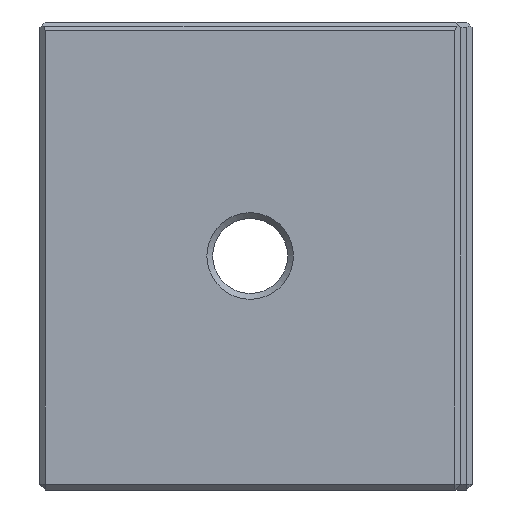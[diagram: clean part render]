
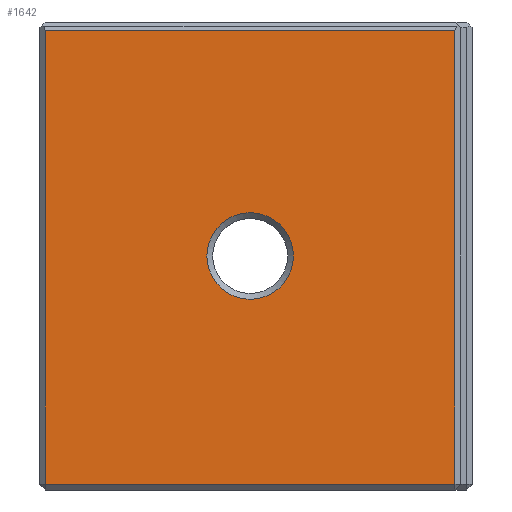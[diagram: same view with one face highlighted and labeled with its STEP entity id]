
A CAD part, left-side view. The second image highlights one B-rep face of the part: STEP entity #1642.
In plain terms, the highlighted planar face has unit normal (-1, 0, 0).
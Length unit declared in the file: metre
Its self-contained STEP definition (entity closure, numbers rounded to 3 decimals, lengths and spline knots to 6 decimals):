
#23=CIRCLE('',#1758,0.00185);
#48=ORIENTED_EDGE('',*,*,#507,.T.);
#49=ORIENTED_EDGE('',*,*,#508,.T.);
#50=ORIENTED_EDGE('',*,*,#509,.T.);
#51=ORIENTED_EDGE('',*,*,#510,.T.);
#52=ORIENTED_EDGE('',*,*,#511,.T.);
#507=EDGE_CURVE('',#736,#736,#23,.F.);
#508=EDGE_CURVE('',#737,#738,#880,.T.);
#509=EDGE_CURVE('',#738,#739,#881,.T.);
#510=EDGE_CURVE('',#739,#740,#882,.T.);
#511=EDGE_CURVE('',#740,#737,#883,.T.);
#736=VERTEX_POINT('',#2347);
#737=VERTEX_POINT('',#2349);
#738=VERTEX_POINT('',#2350);
#739=VERTEX_POINT('',#2352);
#740=VERTEX_POINT('',#2354);
#880=LINE('',#2348,#1096);
#881=LINE('',#2351,#1097);
#882=LINE('',#2353,#1098);
#883=LINE('',#2355,#1099);
#1096=VECTOR('',#1893,1.);
#1097=VECTOR('',#1894,1.);
#1098=VECTOR('',#1895,1.);
#1099=VECTOR('',#1896,1.);
#1304=EDGE_LOOP('',(#48));
#1305=EDGE_LOOP('',(#49,#50,#51,#52));
#1426=FACE_BOUND('',#1304,.T.);
#1427=FACE_BOUND('',#1305,.T.);
#1549=PLANE('',#1757);
#1642=ADVANCED_FACE('',(#1426,#1427),#1549,.T.);
#1757=AXIS2_PLACEMENT_3D('',#2345,#1889,#1890);
#1758=AXIS2_PLACEMENT_3D('',#2346,#1891,#1892);
#1889=DIRECTION('',(-1.,0.,0.));
#1890=DIRECTION('',(0.,1.,0.));
#1891=DIRECTION('',(-1.,0.,0.));
#1892=DIRECTION('',(0.,1.,0.));
#1893=DIRECTION('',(0.,1.,0.));
#1894=DIRECTION('',(0.,0.,-1.));
#1895=DIRECTION('',(0.,-1.,0.));
#1896=DIRECTION('',(0.,0.,1.));
#2345=CARTESIAN_POINT('',(-0.009994,0.000004,0.));
#2346=CARTESIAN_POINT('',(-0.009994,0.000004,0.01));
#2347=CARTESIAN_POINT('',(-0.009994,0.001854,0.01));
#2348=CARTESIAN_POINT('',(-0.009994,0.000004,0.019646));
#2349=CARTESIAN_POINT('',(-0.009994,-0.008746,0.019646));
#2350=CARTESIAN_POINT('',(-0.009994,0.008754,0.019646));
#2351=CARTESIAN_POINT('',(-0.009994,0.008754,0.));
#2352=CARTESIAN_POINT('',(-0.009994,0.008754,0.00025));
#2353=CARTESIAN_POINT('',(-0.009994,0.000004,0.00025));
#2354=CARTESIAN_POINT('',(-0.009994,-0.008746,0.00025));
#2355=CARTESIAN_POINT('',(-0.009994,-0.008746,0.01975));
